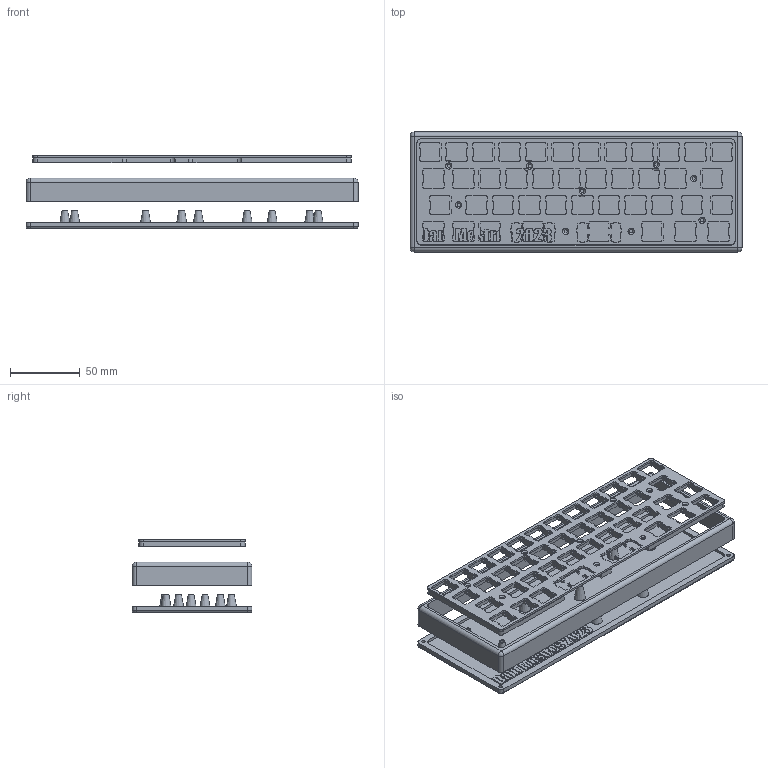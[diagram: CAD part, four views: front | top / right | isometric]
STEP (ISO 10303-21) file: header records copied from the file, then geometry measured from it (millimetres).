
FILE_DESCRIPTION(('HOOPS Exchange Step'),'2;1');
FILE_NAME('temp_export','2023-06-20T19:17:17-04:00',('mobile'),('Shapr3D Limited'),'HOOPS Exchange 2022.2','Shapr3D','Authorized');
FILE_SCHEMA( ('AUTOMOTIVE_DESIGN { 1 0 10303 214 1 1 1 1 }') );
Length unit declared in the file: millimetre
Products named in the file (4): Case; Switch-Plate; plate; root
Assembly tree (3 placements, depth 2):
  root
    Case
    Switch-Plate
    plate
Bounding box: 238.6 x 86.2 x 52 mm (x, y, z)
Volume: 136708.1 mm3; surface area: 121002.4 mm2
Topology: 4 solids, 4 shells, 2083 faces, 6086 edges, 4050 vertices
Faces by surface type: plane 1928, cylinder 75, bspline 59, cone 9, torus 8, sphere 4
Full cylindrical faces by diameter (mm): 2.5 x22, 3 x13
Entity records: 71526 total; most frequent: CARTESIAN_POINT 16079, ORIENTED_EDGE 12164, DIRECTION 10161, EDGE_CURVE 6082, VECTOR 5769, LINE 5769, VERTEX_POINT 4050, EDGE_LOOP 2336
